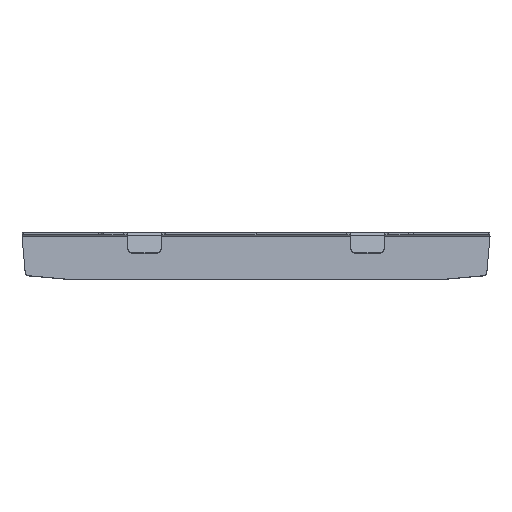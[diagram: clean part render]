
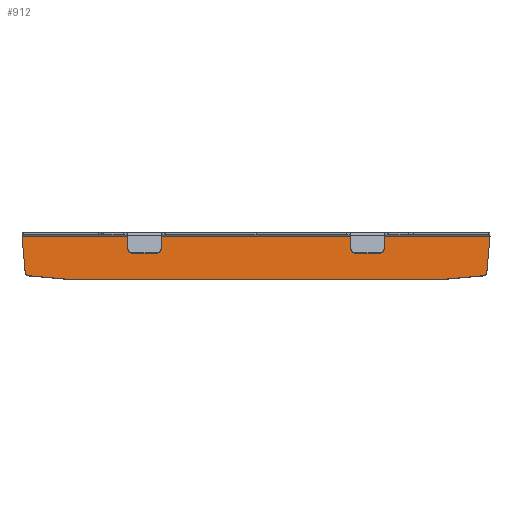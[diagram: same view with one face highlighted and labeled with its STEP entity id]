
A CAD part, front view. The second image highlights one B-rep face of the part: STEP entity #912.
In plain terms, the highlighted planar face has unit normal (0, -0.996, 0.087).
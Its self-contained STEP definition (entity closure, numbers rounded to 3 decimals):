
#11 = DIRECTION ( 'NONE',  ( 0., -0.087, -0.996 ) ) ;
#22 = VERTEX_POINT ( 'NONE', #688 ) ;
#52 = AXIS2_PLACEMENT_3D ( 'NONE', #222, #1936, #2135 ) ;
#77 = CARTESIAN_POINT ( 'NONE',  ( -119.087, 10.379, -29.784 ) ) ;
#94 = EDGE_CURVE ( 'NONE', #436, #904, #1839, .T. ) ;
#124 = CIRCLE ( 'NONE', #740, 2. ) ;
#174 = ORIENTED_EDGE ( 'NONE', *, *, #791, .F. ) ;
#192 = CARTESIAN_POINT ( 'NONE',  ( -146.97, 10.736, -25.701 ) ) ;
#210 = CIRCLE ( 'NONE', #929, 2. ) ;
#222 = CARTESIAN_POINT ( 'NONE',  ( 118.913, 10.553, -27.8 ) ) ;
#252 = VERTEX_POINT ( 'NONE', #2430 ) ;
#254 = CARTESIAN_POINT ( 'NONE',  ( 149., 12.759, -2.587 ) ) ;
#277 = EDGE_CURVE ( 'NONE', #1200, #839, #124, .T. ) ;
#293 = ORIENTED_EDGE ( 'NONE', *, *, #1039, .T. ) ;
#312 = VECTOR ( 'NONE', #2387, 1000. ) ;
#325 = CARTESIAN_POINT ( 'NONE',  ( 148.004, 11.766, -13.932 ) ) ;
#330 = VECTOR ( 'NONE', #1263, 1000. ) ;
#347 = AXIS2_PLACEMENT_3D ( 'NONE', #2471, #1344, #1143 ) ;
#356 = CIRCLE ( 'NONE', #347, 2. ) ;
#401 = DIRECTION ( 'NONE',  ( 0.087, -0.087, -0.992 ) ) ;
#403 = ORIENTED_EDGE ( 'NONE', *, *, #94, .F. ) ;
#436 = VERTEX_POINT ( 'NONE', #254 ) ;
#472 = LINE ( 'NONE', #1922, #2123 ) ;
#505 = ORIENTED_EDGE ( 'NONE', *, *, #1640, .T. ) ;
#592 = DIRECTION ( 'NONE',  ( 0., -0.996, 0.087 ) ) ;
#611 = DIRECTION ( 'NONE',  ( 0., -0.996, 0.087 ) ) ;
#626 = FACE_OUTER_BOUND ( 'NONE', #2466, .T. ) ;
#688 = CARTESIAN_POINT ( 'NONE',  ( -149., 12.759, -2.587 ) ) ;
#711 = CARTESIAN_POINT ( 'NONE',  ( -118.913, 10.379, -29.792 ) ) ;
#740 = AXIS2_PLACEMENT_3D ( 'NONE', #1736, #592, #11 ) ;
#791 = EDGE_CURVE ( 'NONE', #252, #1666, #1406, .T. ) ;
#804 = ORIENTED_EDGE ( 'NONE', *, *, #1713, .F. ) ;
#807 = ORIENTED_EDGE ( 'NONE', *, *, #277, .T. ) ;
#832 = CARTESIAN_POINT ( 'NONE',  ( 145.152, 10.578, -27.513 ) ) ;
#839 = VERTEX_POINT ( 'NONE', #981 ) ;
#842 = LINE ( 'NONE', #1852, #330 ) ;
#854 = DIRECTION ( 'NONE',  ( 0., -0.996, 0.087 ) ) ;
#891 = DIRECTION ( 'NONE',  ( -0.996, -0.008, -0.087 ) ) ;
#904 = VERTEX_POINT ( 'NONE', #2329 ) ;
#912 = ADVANCED_FACE ( 'NONE', ( #626 ), #991, .T. ) ;
#929 = AXIS2_PLACEMENT_3D ( 'NONE', #2180, #854, #1230 ) ;
#981 = CARTESIAN_POINT ( 'NONE',  ( -145.152, 10.578, -27.513 ) ) ;
#991 = PLANE ( 'NONE',  #1069 ) ;
#1008 = VERTEX_POINT ( 'NONE', #1970 ) ;
#1039 = EDGE_CURVE ( 'NONE', #2418, #1666, #210, .T. ) ;
#1047 = DIRECTION ( 'NONE',  ( 0.996, -0.008, -0.087 ) ) ;
#1069 = AXIS2_PLACEMENT_3D ( 'NONE', #1394, #611, #1797 ) ;
#1107 = CARTESIAN_POINT ( 'NONE',  ( -3.41, 9.497, -39.866 ) ) ;
#1120 = DIRECTION ( 'NONE',  ( -1., 0., 0. ) ) ;
#1122 = VECTOR ( 'NONE', #1120, 1000. ) ;
#1143 = DIRECTION ( 'NONE',  ( 0., -0.087, -0.996 ) ) ;
#1200 = VERTEX_POINT ( 'NONE', #192 ) ;
#1228 = ORIENTED_EDGE ( 'NONE', *, *, #1986, .T. ) ;
#1230 = DIRECTION ( 'NONE',  ( 0., -0.087, -0.996 ) ) ;
#1263 = DIRECTION ( 'NONE',  ( 1., 0., 0. ) ) ;
#1309 = CARTESIAN_POINT ( 'NONE',  ( -149., 10.379, -29.792 ) ) ;
#1344 = DIRECTION ( 'NONE',  ( 0., -0.996, 0.087 ) ) ;
#1394 = CARTESIAN_POINT ( 'NONE',  ( 0., 12.895, -1.033 ) ) ;
#1406 = LINE ( 'NONE', #1309, #1122 ) ;
#1484 = VERTEX_POINT ( 'NONE', #832 ) ;
#1584 = LINE ( 'NONE', #2006, #1653 ) ;
#1606 = ORIENTED_EDGE ( 'NONE', *, *, #1932, .T. ) ;
#1640 = EDGE_CURVE ( 'NONE', #839, #2418, #2295, .T. ) ;
#1653 = VECTOR ( 'NONE', #891, 1000. ) ;
#1666 = VERTEX_POINT ( 'NONE', #711 ) ;
#1713 = EDGE_CURVE ( 'NONE', #1484, #1008, #1584, .T. ) ;
#1736 = CARTESIAN_POINT ( 'NONE',  ( -144.978, 10.752, -25.528 ) ) ;
#1788 = EDGE_CURVE ( 'NONE', #22, #436, #842, .T. ) ;
#1797 = DIRECTION ( 'NONE',  ( 0., -0.087, -0.996 ) ) ;
#1839 = LINE ( 'NONE', #325, #312 ) ;
#1852 = CARTESIAN_POINT ( 'NONE',  ( -149., 12.759, -2.587 ) ) ;
#1922 = CARTESIAN_POINT ( 'NONE',  ( -148.004, 11.766, -13.932 ) ) ;
#1932 = EDGE_CURVE ( 'NONE', #22, #1200, #472, .T. ) ;
#1936 = DIRECTION ( 'NONE',  ( 0., -0.996, 0.087 ) ) ;
#1950 = EDGE_CURVE ( 'NONE', #252, #1008, #2447, .T. ) ;
#1970 = CARTESIAN_POINT ( 'NONE',  ( 119.087, 10.379, -29.784 ) ) ;
#1986 = EDGE_CURVE ( 'NONE', #1484, #904, #356, .T. ) ;
#1994 = ORIENTED_EDGE ( 'NONE', *, *, #1788, .F. ) ;
#2006 = CARTESIAN_POINT ( 'NONE',  ( 3.41, 9.497, -39.866 ) ) ;
#2123 = VECTOR ( 'NONE', #401, 1000. ) ;
#2135 = DIRECTION ( 'NONE',  ( 0., -0.087, -0.996 ) ) ;
#2180 = CARTESIAN_POINT ( 'NONE',  ( -118.913, 10.553, -27.8 ) ) ;
#2295 = LINE ( 'NONE', #1107, #2449 ) ;
#2329 = CARTESIAN_POINT ( 'NONE',  ( 146.97, 10.736, -25.701 ) ) ;
#2385 = ORIENTED_EDGE ( 'NONE', *, *, #1950, .T. ) ;
#2387 = DIRECTION ( 'NONE',  ( -0.087, -0.087, -0.992 ) ) ;
#2418 = VERTEX_POINT ( 'NONE', #77 ) ;
#2430 = CARTESIAN_POINT ( 'NONE',  ( 118.913, 10.379, -29.792 ) ) ;
#2447 = CIRCLE ( 'NONE', #52, 2. ) ;
#2449 = VECTOR ( 'NONE', #1047, 1000. ) ;
#2466 = EDGE_LOOP ( 'NONE', ( #1606, #807, #505, #293, #174, #2385, #804, #1228, #403, #1994 ) ) ;
#2471 = CARTESIAN_POINT ( 'NONE',  ( 144.978, 10.752, -25.528 ) ) ;
